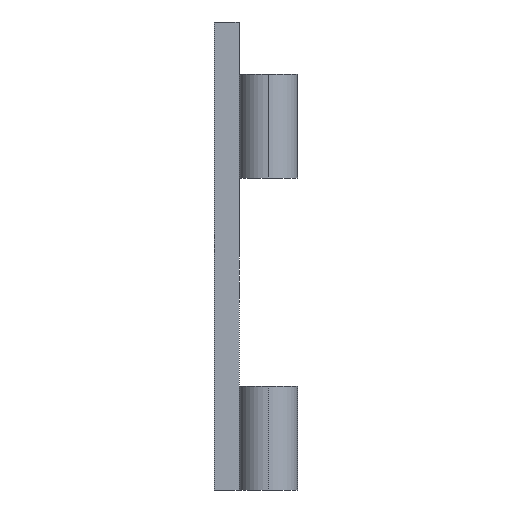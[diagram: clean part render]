
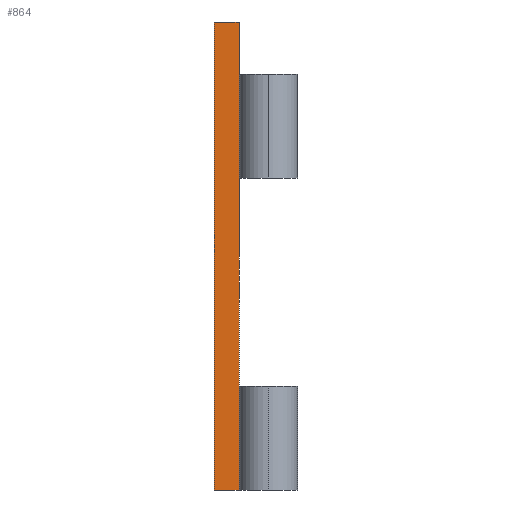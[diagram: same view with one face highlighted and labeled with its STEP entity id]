
A CAD part, left-side view. The second image highlights one B-rep face of the part: STEP entity #864.
In plain terms, the highlighted planar face has unit normal (-1, 0, 0).
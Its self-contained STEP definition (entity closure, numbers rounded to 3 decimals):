
#82 = EDGE_CURVE ( 'NONE', #123, #92, #687, .T. ) ;
#92 = VERTEX_POINT ( 'NONE', #816 ) ;
#105 = ORIENTED_EDGE ( 'NONE', *, *, #82, .T. ) ;
#123 = VERTEX_POINT ( 'NONE', #164 ) ;
#164 = CARTESIAN_POINT ( 'NONE',  ( -380., 0., -180. ) ) ;
#166 = DIRECTION ( 'NONE',  ( 1., 0., 0. ) ) ;
#188 = CARTESIAN_POINT ( 'NONE',  ( -380., 0., -180. ) ) ;
#203 = DIRECTION ( 'NONE',  ( 0., -1., 0. ) ) ;
#209 = DIRECTION ( 'NONE',  ( 0., -1., 0. ) ) ;
#259 = VERTEX_POINT ( 'NONE', #577 ) ;
#267 = PLANE ( 'NONE',  #728 ) ;
#272 = CARTESIAN_POINT ( 'NONE',  ( -380., 19., -180. ) ) ;
#322 = VECTOR ( 'NONE', #209, 1000. ) ;
#392 = ORIENTED_EDGE ( 'NONE', *, *, #989, .T. ) ;
#449 = DIRECTION ( 'NONE',  ( 0., 0., 1. ) ) ;
#576 = LINE ( 'NONE', #743, #855 ) ;
#577 = CARTESIAN_POINT ( 'NONE',  ( -380., 19., -180. ) ) ;
#608 = LINE ( 'NONE', #952, #1040 ) ;
#615 = EDGE_CURVE ( 'NONE', #846, #92, #576, .T. ) ;
#667 = CARTESIAN_POINT ( 'NONE',  ( -380., 19., -180. ) ) ;
#687 = LINE ( 'NONE', #188, #1065 ) ;
#728 = AXIS2_PLACEMENT_3D ( 'NONE', #272, #166, #1185 ) ;
#743 = CARTESIAN_POINT ( 'NONE',  ( -380., 19., 180. ) ) ;
#748 = ORIENTED_EDGE ( 'NONE', *, *, #615, .F. ) ;
#816 = CARTESIAN_POINT ( 'NONE',  ( -380., 0., 180. ) ) ;
#846 = VERTEX_POINT ( 'NONE', #1089 ) ;
#855 = VECTOR ( 'NONE', #203, 1000. ) ;
#864 = ADVANCED_FACE ( 'NONE', ( #996 ), #267, .F. ) ;
#952 = CARTESIAN_POINT ( 'NONE',  ( -380., 19., -180. ) ) ;
#968 = EDGE_LOOP ( 'NONE', ( #105, #748, #1140, #392 ) ) ;
#989 = EDGE_CURVE ( 'NONE', #259, #123, #1116, .T. ) ;
#996 = FACE_OUTER_BOUND ( 'NONE', #968, .T. ) ;
#1040 = VECTOR ( 'NONE', #1176, 1000. ) ;
#1065 = VECTOR ( 'NONE', #449, 1000. ) ;
#1089 = CARTESIAN_POINT ( 'NONE',  ( -380., 19., 180. ) ) ;
#1097 = EDGE_CURVE ( 'NONE', #259, #846, #608, .T. ) ;
#1116 = LINE ( 'NONE', #667, #322 ) ;
#1140 = ORIENTED_EDGE ( 'NONE', *, *, #1097, .F. ) ;
#1176 = DIRECTION ( 'NONE',  ( 0., 0., 1. ) ) ;
#1185 = DIRECTION ( 'NONE',  ( 0., 0., -1. ) ) ;
